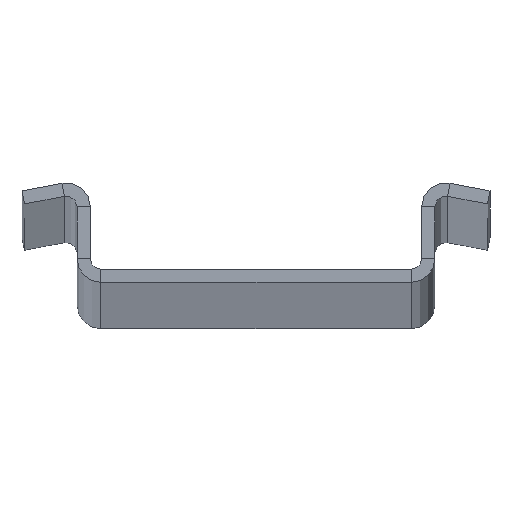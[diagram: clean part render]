
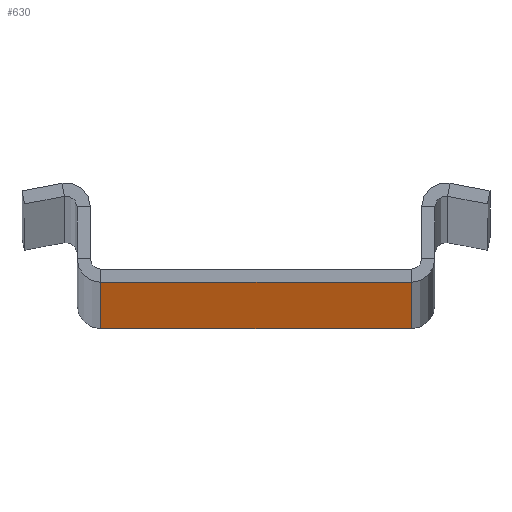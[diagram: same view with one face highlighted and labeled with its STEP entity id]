
A CAD part, top view. The second image highlights one B-rep face of the part: STEP entity #630.
In plain terms, the highlighted planar face has unit normal (0, -1, 0).
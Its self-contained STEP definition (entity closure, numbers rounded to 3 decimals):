
#10 = AXIS2_PLACEMENT_3D ( 'NONE', #836, #349, #383 ) ;
#45 = EDGE_CURVE ( 'NONE', #47, #952, #379, .T. ) ;
#47 = VERTEX_POINT ( 'NONE', #910 ) ;
#70 = LINE ( 'NONE', #611, #376 ) ;
#109 = CARTESIAN_POINT ( 'NONE',  ( -11.7, -1., 2000. ) ) ;
#144 = EDGE_LOOP ( 'NONE', ( #708, #566, #905, #876 ) ) ;
#168 = CARTESIAN_POINT ( 'NONE',  ( -11.7, -1., 2000. ) ) ;
#211 = EDGE_CURVE ( 'NONE', #636, #830, #965, .T. ) ;
#315 = DIRECTION ( 'NONE',  ( 1., 0., 0. ) ) ;
#320 = VECTOR ( 'NONE', #527, 1000. ) ;
#345 = CARTESIAN_POINT ( 'NONE',  ( 11.7, -1., 2000. ) ) ;
#349 = DIRECTION ( 'NONE',  ( 0., 1., 0. ) ) ;
#376 = VECTOR ( 'NONE', #518, 1000. ) ;
#378 = LINE ( 'NONE', #109, #650 ) ;
#379 = LINE ( 'NONE', #345, #320 ) ;
#383 = DIRECTION ( 'NONE',  ( 0., 0., 1. ) ) ;
#411 = CARTESIAN_POINT ( 'NONE',  ( -11.7, -1., 0. ) ) ;
#485 = PLANE ( 'NONE',  #10 ) ;
#518 = DIRECTION ( 'NONE',  ( 1., 0., 0. ) ) ;
#519 = CARTESIAN_POINT ( 'NONE',  ( -11.7, -1., 2000. ) ) ;
#527 = DIRECTION ( 'NONE',  ( 0., 0., -1. ) ) ;
#539 = EDGE_CURVE ( 'NONE', #636, #47, #378, .T. ) ;
#566 = ORIENTED_EDGE ( 'NONE', *, *, #45, .F. ) ;
#611 = CARTESIAN_POINT ( 'NONE',  ( -11.7, -1., 0. ) ) ;
#627 = EDGE_CURVE ( 'NONE', #830, #952, #70, .T. ) ;
#630 = ADVANCED_FACE ( 'NONE', ( #926 ), #485, .F. ) ;
#636 = VERTEX_POINT ( 'NONE', #168 ) ;
#650 = VECTOR ( 'NONE', #315, 1000. ) ;
#708 = ORIENTED_EDGE ( 'NONE', *, *, #627, .T. ) ;
#829 = CARTESIAN_POINT ( 'NONE',  ( 11.7, -1., 0. ) ) ;
#830 = VERTEX_POINT ( 'NONE', #411 ) ;
#836 = CARTESIAN_POINT ( 'NONE',  ( -11.7, -1., 2000. ) ) ;
#851 = DIRECTION ( 'NONE',  ( 0., 0., -1. ) ) ;
#876 = ORIENTED_EDGE ( 'NONE', *, *, #211, .T. ) ;
#905 = ORIENTED_EDGE ( 'NONE', *, *, #539, .F. ) ;
#910 = CARTESIAN_POINT ( 'NONE',  ( 11.7, -1., 2000. ) ) ;
#919 = VECTOR ( 'NONE', #851, 1000. ) ;
#926 = FACE_OUTER_BOUND ( 'NONE', #144, .T. ) ;
#952 = VERTEX_POINT ( 'NONE', #829 ) ;
#965 = LINE ( 'NONE', #519, #919 ) ;
